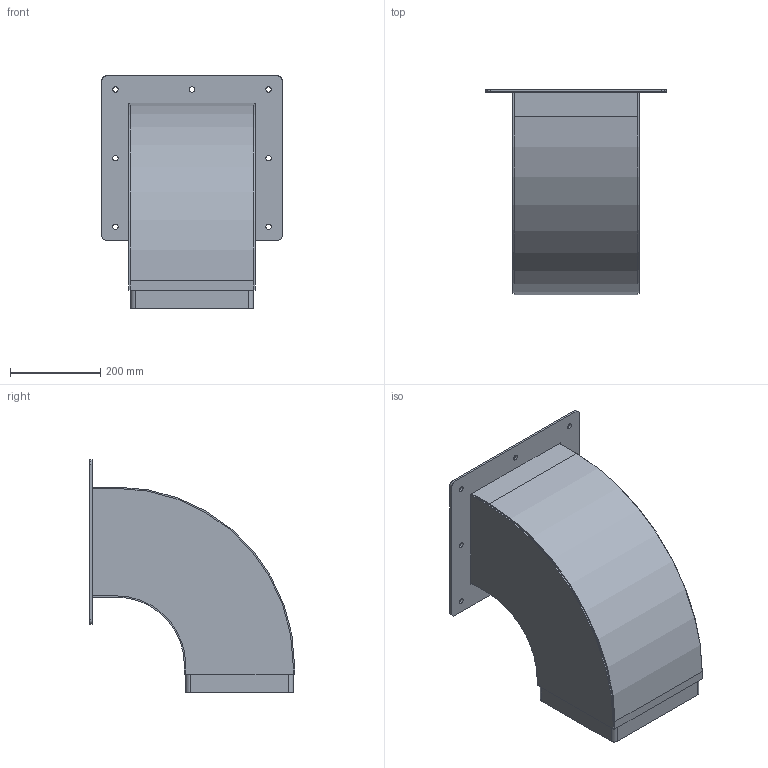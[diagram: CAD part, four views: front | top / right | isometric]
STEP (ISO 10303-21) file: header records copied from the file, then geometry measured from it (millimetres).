
FILE_DESCRIPTION((''),'2;1');
FILE_NAME('SWAN NECK 6x2.stp','2005-02-10T13:43:55',(''),(''),'Mechanical Desktop 2005','Mechanical Desktop 2005',', , ');
FILE_SCHEMA(('CONFIG_CONTROL_DESIGN'));
Length unit declared in the file: millimetre
Products named in the file (6): S1004410; PART1; SIDA; INSIDE; OUTSIDE; FLANGE
Assembly tree (6 placements, depth 2):
  S1004410
    PART1
    SIDA  x2
    INSIDE
    OUTSIDE
    FLANGE
Bounding box: 399 x 454 x 514 mm (x, y, z)
Volume: 2966168.7 mm3; surface area: 1392635.2 mm2
Topology: 6 solids, 6 shells, 92 faces, 240 edges, 162 vertices
Faces by surface type: plane 56, cylinder 36
Entity records: 2770 total; most frequent: DIRECTION 462, CARTESIAN_POINT 451, ORIENTED_EDGE 432, EDGE_CURVE 216, AXIS2_PLACEMENT_3D 157, VECTOR 148, LINE 148, VERTEX_POINT 144
